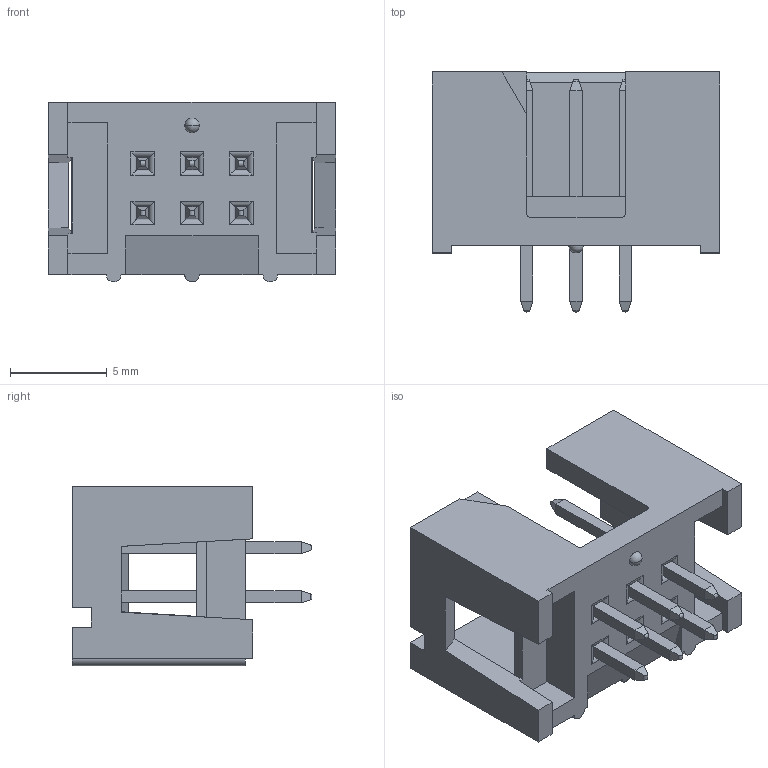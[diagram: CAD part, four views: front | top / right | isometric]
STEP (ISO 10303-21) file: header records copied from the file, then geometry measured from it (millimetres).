
FILE_DESCRIPTION((''),'2;1');
FILE_NAME('75869_Y31_ASM','2006-12-07T',('DaLegrand'),('FCI - CDC Division'),'PRO/ENGINEER BY PARAMETRIC TECHNOLOGY CORPORATION, 2004490','PRO/ENGINEER BY PARAMETRIC TECHNOLOGY CORPORATION, 2004490','');
FILE_SCHEMA(('CONFIG_CONTROL_DESIGN'));
Length unit declared in the file: millimetre
Products named in the file (3): 71965_Y06; 71953-Y01; 75869_Y31_ASM
Assembly tree (7 placements, depth 2):
  75869_Y31_ASM
    71965_Y06
    71953-Y01  x6
Bounding box: 14.83 x 12.37 x 9.27 mm (x, y, z)
Volume: 525.2 mm3; surface area: 1115.7 mm2
Topology: 7 solids, 7 shells, 196 faces, 482 edges, 295 vertices
Faces by surface type: plane 153, cylinder 41, sphere 2
Entity records: 4240 total; most frequent: CARTESIAN_POINT 987, ORIENTED_EDGE 680, DIRECTION 596, EDGE_CURVE 340, VECTOR 298, LINE 298, VERTEX_POINT 215, AXIS2_PLACEMENT_3D 149
